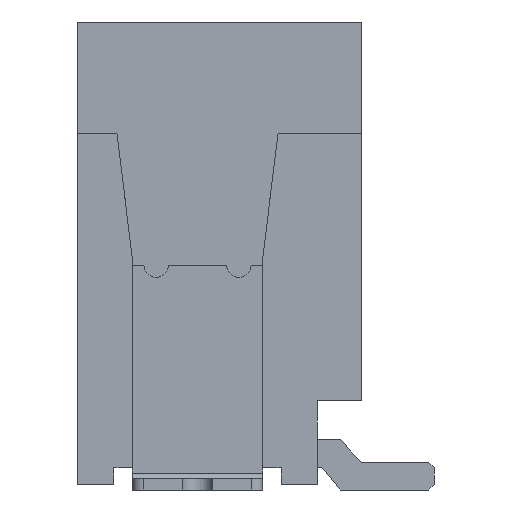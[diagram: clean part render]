
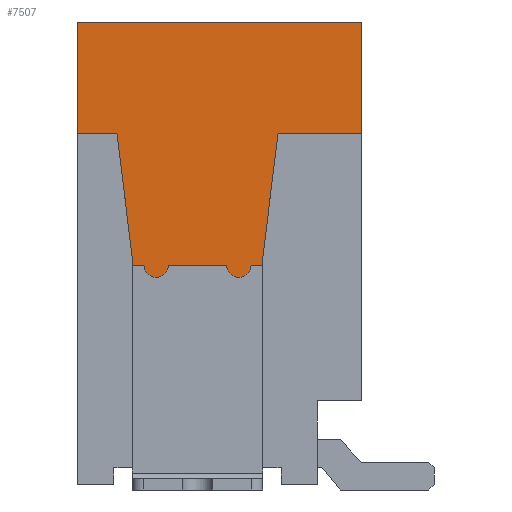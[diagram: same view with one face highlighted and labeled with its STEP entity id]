
A CAD part, left-side view. The second image highlights one B-rep face of the part: STEP entity #7507.
In plain terms, the highlighted planar face has unit normal (-1, 0, 0).
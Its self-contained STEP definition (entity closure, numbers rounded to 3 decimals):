
#60 = ORIENTED_EDGE ( 'NONE', *, *, #5076, .F. ) ;
#141 = CARTESIAN_POINT ( 'NONE',  ( -8.75, 1.858, 3.937 ) ) ;
#253 = AXIS2_PLACEMENT_3D ( 'NONE', #564, #2826, #5266 ) ;
#297 = CARTESIAN_POINT ( 'NONE',  ( -8.75, 1.143, 3.719 ) ) ;
#322 = EDGE_CURVE ( 'NONE', #5528, #3087, #9099, .T. ) ;
#372 = EDGE_CURVE ( 'NONE', #1420, #1814, #6297, .T. ) ;
#373 = EDGE_CURVE ( 'NONE', #8266, #5006, #4469, .T. ) ;
#434 = VECTOR ( 'NONE', #1417, 1000. ) ;
#564 = CARTESIAN_POINT ( 'NONE',  ( -8.75, 1.143, 3.937 ) ) ;
#608 = CARTESIAN_POINT ( 'NONE',  ( -8.75, 2.058, 3.937 ) ) ;
#787 = VERTEX_POINT ( 'NONE', #7910 ) ;
#904 = EDGE_CURVE ( 'NONE', #3025, #5538, #5055, .T. ) ;
#967 = ORIENTED_EDGE ( 'NONE', *, *, #5305, .F. ) ;
#1011 = ORIENTED_EDGE ( 'NONE', *, *, #9176, .T. ) ;
#1034 = EDGE_CURVE ( 'NONE', #7247, #9104, #4018, .T. ) ;
#1184 = CARTESIAN_POINT ( 'NONE',  ( -8.75, -0.561, 3.937 ) ) ;
#1218 = CARTESIAN_POINT ( 'NONE',  ( -8.75, -1.258, 2.3 ) ) ;
#1278 = CARTESIAN_POINT ( 'NONE',  ( -8.75, 0., 8.3 ) ) ;
#1307 = DIRECTION ( 'NONE',  ( -1., 0., 0. ) ) ;
#1359 = CARTESIAN_POINT ( 'NONE',  ( -8.75, 7.45, 9.68 ) ) ;
#1364 = DIRECTION ( 'NONE',  ( 0., 0., 1. ) ) ;
#1417 = DIRECTION ( 'NONE',  ( 0., 0., 1. ) ) ;
#1420 = VERTEX_POINT ( 'NONE', #297 ) ;
#1501 = FACE_OUTER_BOUND ( 'NONE', #4558, .T. ) ;
#1655 = DIRECTION ( 'NONE',  ( 0., 0., 1. ) ) ;
#1726 = VECTOR ( 'NONE', #9982, 1000. ) ;
#1761 = CARTESIAN_POINT ( 'NONE',  ( -8.75, 2.058, 2.3 ) ) ;
#1814 = VERTEX_POINT ( 'NONE', #6402 ) ;
#1892 = EDGE_CURVE ( 'NONE', #5528, #1420, #4663, .T. ) ;
#1960 = VECTOR ( 'NONE', #9762, 1000. ) ;
#2090 = LINE ( 'NONE', #1278, #4842 ) ;
#2118 = CARTESIAN_POINT ( 'NONE',  ( -8.75, -1.058, 3.737 ) ) ;
#2123 = DIRECTION ( 'NONE',  ( 0., 0., -1. ) ) ;
#2328 = DIRECTION ( 'NONE',  ( 0., 0., -1. ) ) ;
#2631 = DIRECTION ( 'NONE',  ( 0., 0., 1. ) ) ;
#2706 = DIRECTION ( 'NONE',  ( -1., 0., 0. ) ) ;
#2826 = DIRECTION ( 'NONE',  ( 1., 0., 0. ) ) ;
#2901 = CIRCLE ( 'NONE', #8436, 0.2 ) ;
#2937 = DIRECTION ( 'NONE',  ( 0., -1., 0. ) ) ;
#3025 = VERTEX_POINT ( 'NONE', #5232 ) ;
#3087 = VERTEX_POINT ( 'NONE', #4809 ) ;
#3192 = AXIS2_PLACEMENT_3D ( 'NONE', #7633, #6002, #2123 ) ;
#3308 = ORIENTED_EDGE ( 'NONE', *, *, #5077, .T. ) ;
#3407 = VERTEX_POINT ( 'NONE', #9900 ) ;
#3417 = CIRCLE ( 'NONE', #6029, 0.218 ) ;
#3533 = VERTEX_POINT ( 'NONE', #5422 ) ;
#3550 = CARTESIAN_POINT ( 'NONE',  ( -8.75, 7.45, 6.3 ) ) ;
#3703 = ORIENTED_EDGE ( 'NONE', *, *, #322, .T. ) ;
#3797 = DIRECTION ( 'NONE',  ( 0., 0., 1. ) ) ;
#3803 = ORIENTED_EDGE ( 'NONE', *, *, #9544, .T. ) ;
#3943 = DIRECTION ( 'NONE',  ( 0., -1., 0. ) ) ;
#4018 = CIRCLE ( 'NONE', #9704, 0.2 ) ;
#4123 = EDGE_CURVE ( 'NONE', #3407, #3087, #3417, .T. ) ;
#4204 = CIRCLE ( 'NONE', #10045, 0.218 ) ;
#4283 = DIRECTION ( 'NONE',  ( 0., -1., 0. ) ) ;
#4342 = VERTEX_POINT ( 'NONE', #8523 ) ;
#4395 = DIRECTION ( 'NONE',  ( 0., -1., 0. ) ) ;
#4427 = CARTESIAN_POINT ( 'NONE',  ( -8.75, -0.343, 3.937 ) ) ;
#4469 = LINE ( 'NONE', #7583, #8082 ) ;
#4558 = EDGE_LOOP ( 'NONE', ( #6079, #9635, #7996, #6725, #3703, #9423, #60, #1011, #967, #3803, #3308, #8197, #7280, #5120, #5508, #7639, #5404, #6542 ) ) ;
#4620 = DIRECTION ( 'NONE',  ( 1., 0., 0. ) ) ;
#4663 = CIRCLE ( 'NONE', #253, 0.218 ) ;
#4664 = VECTOR ( 'NONE', #2937, 1000. ) ;
#4756 = CARTESIAN_POINT ( 'NONE',  ( -8.75, 7.45, 6.3 ) ) ;
#4809 = CARTESIAN_POINT ( 'NONE',  ( -8.75, -0.126, 3.937 ) ) ;
#4842 = VECTOR ( 'NONE', #4395, 1000. ) ;
#4891 = EDGE_CURVE ( 'NONE', #7247, #1814, #6573, .T. ) ;
#4895 = EDGE_CURVE ( 'NONE', #9104, #5538, #8959, .T. ) ;
#4930 = CARTESIAN_POINT ( 'NONE',  ( -8.75, -2.55, 6.3 ) ) ;
#4937 = CARTESIAN_POINT ( 'NONE',  ( -8.75, -1.058, 3.937 ) ) ;
#5006 = VERTEX_POINT ( 'NONE', #6410 ) ;
#5041 = CARTESIAN_POINT ( 'NONE',  ( -8.75, 2.058, 3.937 ) ) ;
#5055 = LINE ( 'NONE', #5725, #8405 ) ;
#5076 = EDGE_CURVE ( 'NONE', #10007, #3407, #4204, .T. ) ;
#5077 = EDGE_CURVE ( 'NONE', #6229, #787, #8891, .T. ) ;
#5120 = ORIENTED_EDGE ( 'NONE', *, *, #9618, .F. ) ;
#5145 = CARTESIAN_POINT ( 'NONE',  ( -8.75, 2.55, 8.3 ) ) ;
#5180 = CARTESIAN_POINT ( 'NONE',  ( -8.75, -1.258, 6.1 ) ) ;
#5230 = DIRECTION ( 'NONE',  ( 0., 0., -1. ) ) ;
#5232 = CARTESIAN_POINT ( 'NONE',  ( -8.75, 2.258, 6.3 ) ) ;
#5266 = DIRECTION ( 'NONE',  ( 0., 0., -1. ) ) ;
#5278 = CARTESIAN_POINT ( 'NONE',  ( -8.75, 2.058, 3.937 ) ) ;
#5305 = EDGE_CURVE ( 'NONE', #3533, #5778, #2901, .T. ) ;
#5404 = ORIENTED_EDGE ( 'NONE', *, *, #904, .T. ) ;
#5422 = CARTESIAN_POINT ( 'NONE',  ( -8.75, -1.258, 3.737 ) ) ;
#5507 = VERTEX_POINT ( 'NONE', #8216 ) ;
#5508 = ORIENTED_EDGE ( 'NONE', *, *, #9604, .F. ) ;
#5528 = VERTEX_POINT ( 'NONE', #8269 ) ;
#5538 = VERTEX_POINT ( 'NONE', #7519 ) ;
#5725 = CARTESIAN_POINT ( 'NONE',  ( -8.75, 6.544, 10.586 ) ) ;
#5729 = CARTESIAN_POINT ( 'NONE',  ( -8.75, 2.058, 3.737 ) ) ;
#5778 = VERTEX_POINT ( 'NONE', #4937 ) ;
#5830 = VECTOR ( 'NONE', #7995, 1000. ) ;
#5851 = CARTESIAN_POINT ( 'NONE',  ( -8.75, -0.343, 3.937 ) ) ;
#6002 = DIRECTION ( 'NONE',  ( 1., 0., 0. ) ) ;
#6029 = AXIS2_PLACEMENT_3D ( 'NONE', #4427, #6092, #3797 ) ;
#6075 = LINE ( 'NONE', #608, #1726 ) ;
#6079 = ORIENTED_EDGE ( 'NONE', *, *, #1034, .F. ) ;
#6092 = DIRECTION ( 'NONE',  ( 1., 0., 0. ) ) ;
#6229 = VERTEX_POINT ( 'NONE', #5180 ) ;
#6297 = CIRCLE ( 'NONE', #3192, 0.218 ) ;
#6402 = CARTESIAN_POINT ( 'NONE',  ( -8.75, 1.361, 3.937 ) ) ;
#6410 = CARTESIAN_POINT ( 'NONE',  ( -8.75, -2.55, 8.3 ) ) ;
#6511 = DIRECTION ( 'NONE',  ( 1., 0., 0. ) ) ;
#6539 = CARTESIAN_POINT ( 'NONE',  ( -8.75, 1.858, 3.737 ) ) ;
#6542 = ORIENTED_EDGE ( 'NONE', *, *, #4895, .F. ) ;
#6573 = LINE ( 'NONE', #5041, #8744 ) ;
#6594 = AXIS2_PLACEMENT_3D ( 'NONE', #1359, #4620, #2328 ) ;
#6725 = ORIENTED_EDGE ( 'NONE', *, *, #1892, .F. ) ;
#7247 = VERTEX_POINT ( 'NONE', #141 ) ;
#7280 = ORIENTED_EDGE ( 'NONE', *, *, #373, .T. ) ;
#7381 = CARTESIAN_POINT ( 'NONE',  ( -8.75, 1.306, 3.536 ) ) ;
#7481 = VECTOR ( 'NONE', #3943, 1000. ) ;
#7507 = ADVANCED_FACE ( 'NONE', ( #1501 ), #10072, .F. ) ;
#7519 = CARTESIAN_POINT ( 'NONE',  ( -8.75, 2.058, 6.1 ) ) ;
#7583 = CARTESIAN_POINT ( 'NONE',  ( -8.75, -2.55, 9.68 ) ) ;
#7633 = CARTESIAN_POINT ( 'NONE',  ( -8.75, 1.143, 3.937 ) ) ;
#7639 = ORIENTED_EDGE ( 'NONE', *, *, #7893, .T. ) ;
#7773 = VECTOR ( 'NONE', #1364, 1000. ) ;
#7793 = DIRECTION ( 'NONE',  ( 0., 0., 1. ) ) ;
#7809 = EDGE_CURVE ( 'NONE', #787, #8266, #8189, .T. ) ;
#7893 = EDGE_CURVE ( 'NONE', #4342, #3025, #8473, .T. ) ;
#7910 = CARTESIAN_POINT ( 'NONE',  ( -8.75, -1.458, 6.3 ) ) ;
#7995 = DIRECTION ( 'NONE',  ( 0., -0.707, 0.707 ) ) ;
#7996 = ORIENTED_EDGE ( 'NONE', *, *, #372, .F. ) ;
#8082 = VECTOR ( 'NONE', #7793, 1000. ) ;
#8189 = LINE ( 'NONE', #3550, #1960 ) ;
#8197 = ORIENTED_EDGE ( 'NONE', *, *, #7809, .T. ) ;
#8216 = CARTESIAN_POINT ( 'NONE',  ( -8.75, 2.55, 8.3 ) ) ;
#8217 = DIRECTION ( 'NONE',  ( 0., 0., -1. ) ) ;
#8266 = VERTEX_POINT ( 'NONE', #4930 ) ;
#8268 = VECTOR ( 'NONE', #1655, 1000. ) ;
#8269 = CARTESIAN_POINT ( 'NONE',  ( -8.75, 0.926, 3.937 ) ) ;
#8405 = VECTOR ( 'NONE', #9018, 1000. ) ;
#8436 = AXIS2_PLACEMENT_3D ( 'NONE', #2118, #1307, #5230 ) ;
#8473 = LINE ( 'NONE', #4756, #7481 ) ;
#8523 = CARTESIAN_POINT ( 'NONE',  ( -8.75, 2.55, 6.3 ) ) ;
#8744 = VECTOR ( 'NONE', #4283, 1000. ) ;
#8891 = LINE ( 'NONE', #7381, #5830 ) ;
#8959 = LINE ( 'NONE', #1761, #8268 ) ;
#8965 = LINE ( 'NONE', #5145, #7773 ) ;
#9018 = DIRECTION ( 'NONE',  ( 0., -0.707, -0.707 ) ) ;
#9099 = LINE ( 'NONE', #5278, #4664 ) ;
#9104 = VERTEX_POINT ( 'NONE', #5729 ) ;
#9176 = EDGE_CURVE ( 'NONE', #10007, #5778, #6075, .T. ) ;
#9423 = ORIENTED_EDGE ( 'NONE', *, *, #4123, .F. ) ;
#9544 = EDGE_CURVE ( 'NONE', #3533, #6229, #9970, .T. ) ;
#9604 = EDGE_CURVE ( 'NONE', #4342, #5507, #8965, .T. ) ;
#9618 = EDGE_CURVE ( 'NONE', #5507, #5006, #2090, .T. ) ;
#9635 = ORIENTED_EDGE ( 'NONE', *, *, #4891, .T. ) ;
#9704 = AXIS2_PLACEMENT_3D ( 'NONE', #6539, #2706, #8217 ) ;
#9762 = DIRECTION ( 'NONE',  ( 0., -1., 0. ) ) ;
#9900 = CARTESIAN_POINT ( 'NONE',  ( -8.75, -0.343, 3.719 ) ) ;
#9970 = LINE ( 'NONE', #1218, #434 ) ;
#9982 = DIRECTION ( 'NONE',  ( 0., -1., 0. ) ) ;
#10007 = VERTEX_POINT ( 'NONE', #1184 ) ;
#10045 = AXIS2_PLACEMENT_3D ( 'NONE', #5851, #6511, #2631 ) ;
#10072 = PLANE ( 'NONE',  #6594 ) ;
